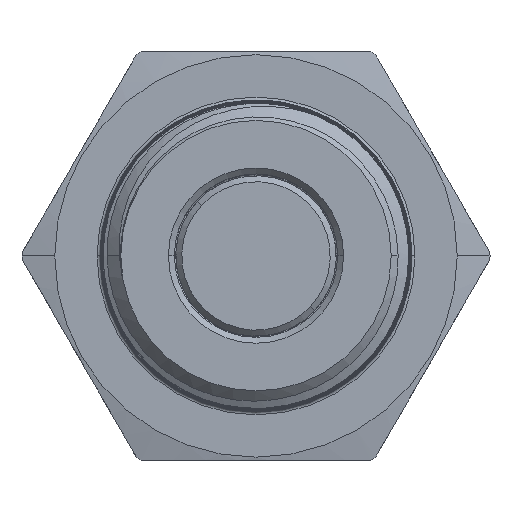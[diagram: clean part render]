
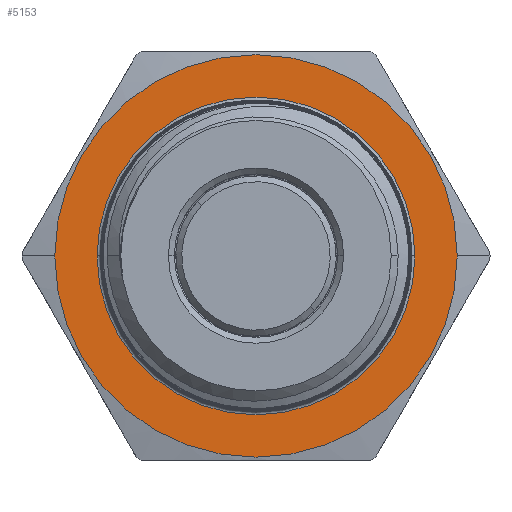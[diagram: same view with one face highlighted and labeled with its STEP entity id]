
A CAD part, top view. The second image highlights one B-rep face of the part: STEP entity #5153.
In plain terms, the highlighted planar face has unit normal (0, 0, 1).
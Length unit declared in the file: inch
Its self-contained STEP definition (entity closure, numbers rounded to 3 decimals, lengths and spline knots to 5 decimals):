
#207 = CARTESIAN_POINT ( 'NONE',  ( 0., 0., 0.19 ) ) ;
#208 = DIRECTION ( 'NONE',  ( 0., 0., -1. ) ) ;
#209 = DIRECTION ( 'NONE',  ( -1., 0., 0. ) ) ;
#212 = CARTESIAN_POINT ( 'NONE',  ( 0., 0., 0.19 ) ) ;
#213 = DIRECTION ( 'NONE',  ( 0., 0., -1. ) ) ;
#214 = DIRECTION ( 'NONE',  ( 1., 0., 0. ) ) ;
#702 = CIRCLE ( 'NONE', #5214, 0.535 ) ;
#722 = CIRCLE ( 'NONE', #5226, 0.6775 ) ;
#737 = CIRCLE ( 'NONE', #4591, 0.535 ) ;
#740 = CIRCLE ( 'NONE', #4590, 0.6775 ) ;
#1155 = CARTESIAN_POINT ( 'NONE',  ( -0.6775, 0., 0.19 ) ) ;
#1162 = CARTESIAN_POINT ( 'NONE',  ( 0.535, 0., 0.19 ) ) ;
#1163 = CARTESIAN_POINT ( 'NONE',  ( -0.535, 0., 0.19 ) ) ;
#1168 = CARTESIAN_POINT ( 'NONE',  ( 0.6775, 0., 0.19 ) ) ;
#2960 = DIRECTION ( 'NONE',  ( 0., 0., 1. ) ) ;
#2961 = CARTESIAN_POINT ( 'NONE',  ( -0.39693, -0.6875, 0.19 ) ) ;
#2963 = PLANE ( 'NONE',  #2999 ) ;
#2965 = DIRECTION ( 'NONE',  ( 1., 0., 0. ) ) ;
#2999 = AXIS2_PLACEMENT_3D ( 'NONE', #2961, #2960, #2965 ) ;
#4273 = EDGE_CURVE ( 'NONE', #4798, #4799, #702, .T. ) ;
#4292 = EDGE_CURVE ( 'NONE', #4791, #4804, #722, .T. ) ;
#4310 = EDGE_CURVE ( 'NONE', #4804, #4791, #740, .T. ) ;
#4311 = EDGE_CURVE ( 'NONE', #4799, #4798, #737, .T. ) ;
#4510 = CARTESIAN_POINT ( 'NONE',  ( 0., 0., 0.19 ) ) ;
#4511 = DIRECTION ( 'NONE',  ( 0., 0., -1. ) ) ;
#4512 = DIRECTION ( 'NONE',  ( 1., 0., 0. ) ) ;
#4584 = CARTESIAN_POINT ( 'NONE',  ( 0., 0., 0.19 ) ) ;
#4585 = DIRECTION ( 'NONE',  ( 0., 0., -1. ) ) ;
#4586 = DIRECTION ( 'NONE',  ( -1., 0., 0. ) ) ;
#4590 = AXIS2_PLACEMENT_3D ( 'NONE', #207, #208, #209 ) ;
#4591 = AXIS2_PLACEMENT_3D ( 'NONE', #212, #213, #214 ) ;
#4707 = FACE_OUTER_BOUND ( 'NONE', #5078, .T. ) ;
#4709 = FACE_BOUND ( 'NONE', #5080, .T. ) ;
#4791 = VERTEX_POINT ( 'NONE', #1155 ) ;
#4798 = VERTEX_POINT ( 'NONE', #1162 ) ;
#4799 = VERTEX_POINT ( 'NONE', #1163 ) ;
#4804 = VERTEX_POINT ( 'NONE', #1168 ) ;
#5001 = ORIENTED_EDGE ( 'NONE', *, *, #4292, .F. ) ;
#5002 = ORIENTED_EDGE ( 'NONE', *, *, #4310, .F. ) ;
#5003 = ORIENTED_EDGE ( 'NONE', *, *, #4273, .T. ) ;
#5004 = ORIENTED_EDGE ( 'NONE', *, *, #4311, .T. ) ;
#5078 = EDGE_LOOP ( 'NONE', ( #5001, #5002 ) ) ;
#5080 = EDGE_LOOP ( 'NONE', ( #5003, #5004 ) ) ;
#5153 = ADVANCED_FACE ( 'NONE', ( #4707, #4709 ), #2963, .T. ) ;
#5214 = AXIS2_PLACEMENT_3D ( 'NONE', #4510, #4511, #4512 ) ;
#5226 = AXIS2_PLACEMENT_3D ( 'NONE', #4584, #4585, #4586 ) ;
